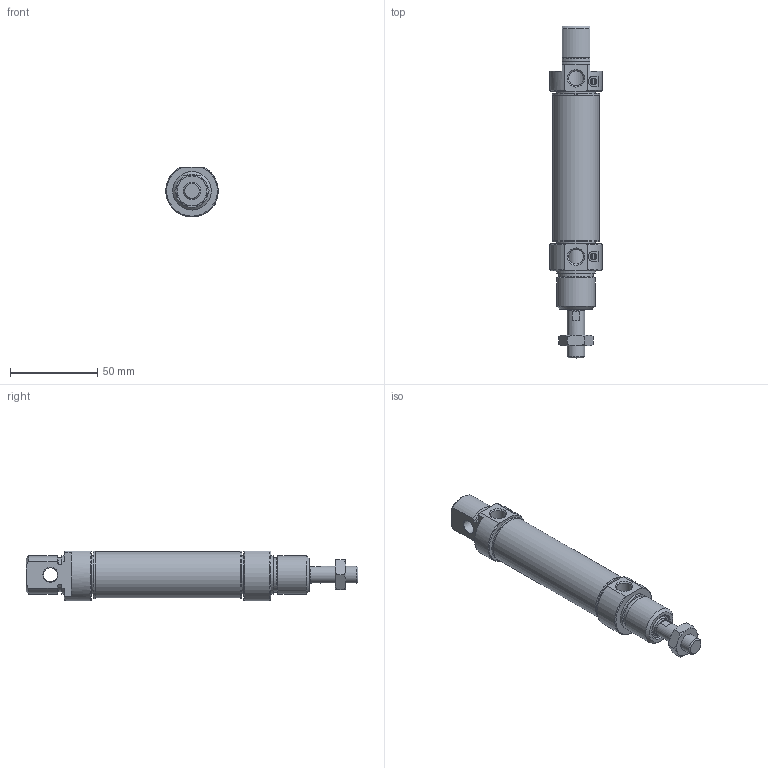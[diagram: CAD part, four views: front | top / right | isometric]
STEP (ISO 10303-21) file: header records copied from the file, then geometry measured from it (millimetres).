
FILE_DESCRIPTION(/* description */ (''),/* implementation_level */ '2;1');
FILE_NAME(/* name */ 'ZDM025.050.GS.MW.stp',/* time_stamp */ '2020-05-21T12:56:02+02:00',/* author */ ('carlo.corazza'),/* organization */ (''),/* preprocessor_version */ 'ST-DEVELOPER v16.5',/* originating_system */ 'Autodesk Inventor 2017',/* authorisation */ '');
FILE_SCHEMA (('AUTOMOTIVE_DESIGN { 1 0 10303 214 3 1 1 }'));
Length unit declared in the file: millimetre
Products named in the file (6): ZDM025.050.GS.MW; CORPO-050; STELO-050; TA; TP; 29.5010.125.0
Assembly tree (5 placements, depth 2):
  ZDM025.050.GS.MW
    CORPO-050
    STELO-050
    TA
    TP
    29.5010.125.0
Bounding box: 30 x 190 x 28.55 mm (x, y, z)
Volume: 16383.6 mm3; surface area: 32613.8 mm2
Topology: 5 solids, 18 shells, 233 faces, 497 edges, 314 vertices
Faces by surface type: plane 86, cylinder 66, cone 61, torus 10, bspline 8, sphere 2
Full cylindrical faces by diameter (mm): 1.2 x2, 1.8 x2, 2 x6, 2.1 x2, 2.2 x2, 2.459 x2, 3 x2, 3.4 x4, 3.5 x4, 8 x2, 8.566 x2, 8.647 x1, 9.9 x1, 10 x2, 10.3 x1, 10.5 x1, 11.1 x1, 13 x2, 14 x2, 14.1 x1, 14.25 x1, 16.1 x1, 16.8 x1, 19.7 x1, 21.9 x2, 22 x2, 25 x1, 26.5 x1, 27.2 x2
Entity records: 6876 total; most frequent: CARTESIAN_POINT 2015, DIRECTION 978, ORIENTED_EDGE 728, AXIS2_PLACEMENT_3D 451, EDGE_LOOP 395, EDGE_CURVE 356, VERTEX_POINT 279, FACE_OUTER_BOUND 233
